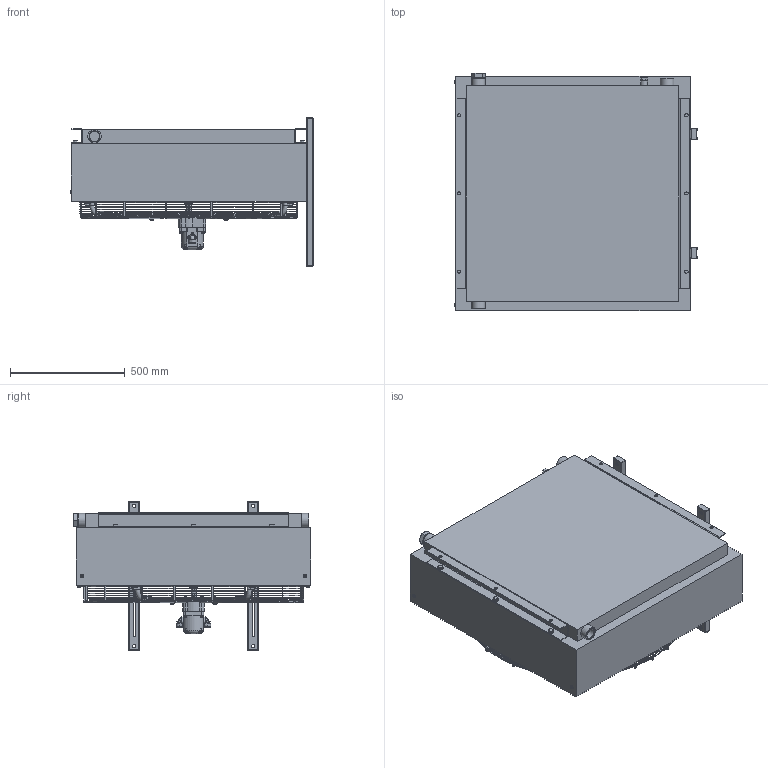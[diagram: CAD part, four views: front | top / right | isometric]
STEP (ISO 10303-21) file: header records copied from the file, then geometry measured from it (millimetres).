
FILE_DESCRIPTION((''),'2;1');
FILE_NAME('LHC-076-A.stp','2011-02-22T10:22:13',('sfrny'),(''),'Autodesk Inventor 2011','Autodesk Inventor 2011','');
FILE_SCHEMA(('AUTOMOTIVE_DESIGN { 1 0 10303 214 1 1 1 1 }'));
Length unit declared in the file: millimetre
Products named in the file (1): LHC-076-A
Bounding box: 1054 x 1035.51 x 650 mm (x, y, z)
Volume: 319421442.1 mm3; surface area: 7303803.5 mm2
Topology: 92 solids, 138 shells, 1967 faces, 4281 edges, 2653 vertices
Faces by surface type: plane 923, cylinder 520, cone 319, torus 183, bspline 18, sphere 4
Full cylindrical faces by diameter (mm): 4.917 x9, 5 x58, 6 x8, 6.4 x2, 6.5 x6, 6.647 x5, 8 x21, 8.4 x13, 8.5 x4, 8.88 x2, 9 x16, 10 x6, 11 x5, 11.445 x1, 11.6 x4, 11.63 x13, 12 x13, 13 x10, 13.5 x6, 14 x4, 15 x5, 16 x13, 16.2 x2, 16.63 x6, 18.631 x4, 18.82 x2, 19 x1, 20 x10, 20.955 x1, 21 x2
Entity records: 56007 total; most frequent: CARTESIAN_POINT 14479, DIRECTION 8203, ORIENTED_EDGE 7246, EDGE_CURVE 3623, AXIS2_PLACEMENT_3D 3453, EDGE_LOOP 2844, VERTEX_POINT 2559, FACE_OUTER_BOUND 1966
